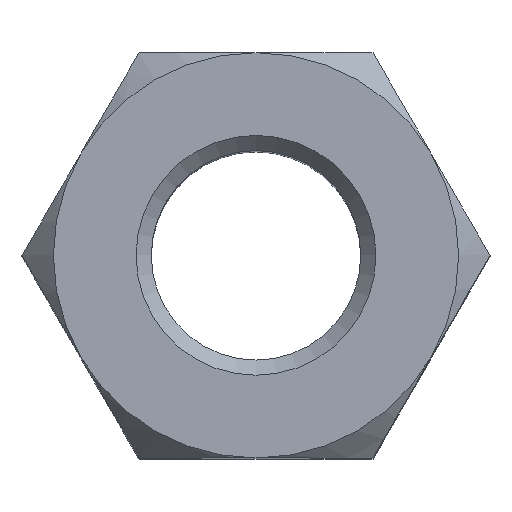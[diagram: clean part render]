
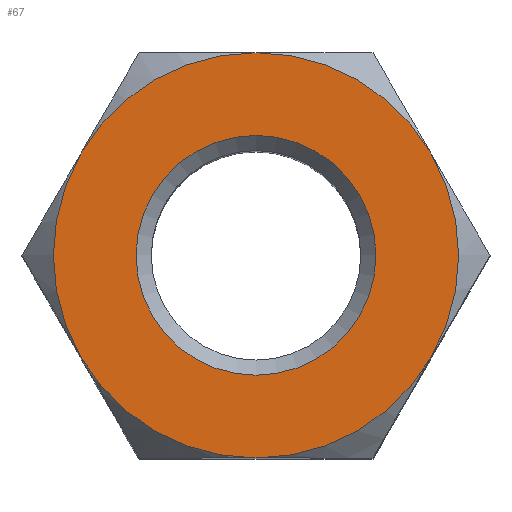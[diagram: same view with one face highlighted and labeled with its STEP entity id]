
A CAD part, top view. The second image highlights one B-rep face of the part: STEP entity #67.
In plain terms, the highlighted planar face has unit normal (0, 0, 1).
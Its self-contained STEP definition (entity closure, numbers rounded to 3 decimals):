
#67 = ADVANCED_FACE( '', ( #141, #142 ), #143, .F. );
#141 = FACE_BOUND( '', #222, .T. );
#142 = FACE_OUTER_BOUND( '', #223, .T. );
#143 = PLANE( '', #224 );
#222 = EDGE_LOOP( '', ( #347 ) );
#223 = EDGE_LOOP( '', ( #348, #349, #350, #351, #352, #353 ) );
#224 = AXIS2_PLACEMENT_3D( '', #354, #355, #356 );
#347 = ORIENTED_EDGE( '', *, *, #494, .T. );
#348 = ORIENTED_EDGE( '', *, *, #495, .T. );
#349 = ORIENTED_EDGE( '', *, *, #480, .T. );
#350 = ORIENTED_EDGE( '', *, *, #483, .T. );
#351 = ORIENTED_EDGE( '', *, *, #496, .T. );
#352 = ORIENTED_EDGE( '', *, *, #497, .T. );
#353 = ORIENTED_EDGE( '', *, *, #498, .T. );
#354 = CARTESIAN_POINT( '', ( 0., 0., 7.5 ) );
#355 = DIRECTION( '', ( 0., 0., -1. ) );
#356 = DIRECTION( '', ( -1., 0., 0. ) );
#480 = EDGE_CURVE( '', #570, #567, #571, .F. );
#483 = EDGE_CURVE( '', #567, #559, #574, .F. );
#494 = EDGE_CURVE( '', #588, #588, #589, .T. );
#495 = EDGE_CURVE( '', #551, #570, #590, .F. );
#496 = EDGE_CURVE( '', #559, #524, #591, .F. );
#497 = EDGE_CURVE( '', #524, #592, #593, .F. );
#498 = EDGE_CURVE( '', #592, #551, #594, .T. );
#524 = VERTEX_POINT( '', #629 );
#551 = VERTEX_POINT( '', #701 );
#559 = VERTEX_POINT( '', #729 );
#567 = VERTEX_POINT( '', #755 );
#570 = VERTEX_POINT( '', #765 );
#571 = CIRCLE( '', #766, 4. );
#574 = CIRCLE( '', #776, 4. );
#588 = VERTEX_POINT( '', #822 );
#589 = CIRCLE( '', #823, 2.367 );
#590 = CIRCLE( '', #824, 4. );
#591 = CIRCLE( '', #825, 4. );
#592 = VERTEX_POINT( '', #826 );
#593 = CIRCLE( '', #827, 4. );
#594 = CIRCLE( '', #828, 4. );
#629 = CARTESIAN_POINT( '', ( 3.464, 2., 7.5 ) );
#701 = CARTESIAN_POINT( '', ( -3.464, 2., 7.5 ) );
#729 = CARTESIAN_POINT( '', ( 3.464, -2., 7.5 ) );
#755 = CARTESIAN_POINT( '', ( 0., -4., 7.5 ) );
#765 = CARTESIAN_POINT( '', ( -3.464, -2., 7.5 ) );
#766 = AXIS2_PLACEMENT_3D( '', #887, #888, #889 );
#776 = AXIS2_PLACEMENT_3D( '', #890, #891, #892 );
#822 = CARTESIAN_POINT( '', ( 0., 2.367, 7.5 ) );
#823 = AXIS2_PLACEMENT_3D( '', #897, #898, #899 );
#824 = AXIS2_PLACEMENT_3D( '', #900, #901, #902 );
#825 = AXIS2_PLACEMENT_3D( '', #903, #904, #905 );
#826 = CARTESIAN_POINT( '', ( 0., 4., 7.5 ) );
#827 = AXIS2_PLACEMENT_3D( '', #906, #907, #908 );
#828 = AXIS2_PLACEMENT_3D( '', #909, #910, #911 );
#887 = CARTESIAN_POINT( '', ( 0., 0., 7.5 ) );
#888 = DIRECTION( '', ( 0., 0., -1. ) );
#889 = DIRECTION( '', ( -1., 0., 0. ) );
#890 = CARTESIAN_POINT( '', ( 0., 0., 7.5 ) );
#891 = DIRECTION( '', ( 0., 0., -1. ) );
#892 = DIRECTION( '', ( -1., 0., 0. ) );
#897 = CARTESIAN_POINT( '', ( 0., 0., 7.5 ) );
#898 = DIRECTION( '', ( 0., 0., -1. ) );
#899 = DIRECTION( '', ( 0., 1., 0. ) );
#900 = CARTESIAN_POINT( '', ( 0., 0., 7.5 ) );
#901 = DIRECTION( '', ( 0., 0., -1. ) );
#902 = DIRECTION( '', ( -1., 0., 0. ) );
#903 = CARTESIAN_POINT( '', ( 0., 0., 7.5 ) );
#904 = DIRECTION( '', ( 0., 0., -1. ) );
#905 = DIRECTION( '', ( -1., 0., 0. ) );
#906 = CARTESIAN_POINT( '', ( 0., 0., 7.5 ) );
#907 = DIRECTION( '', ( 0., 0., -1. ) );
#908 = DIRECTION( '', ( -1., 0., 0. ) );
#909 = CARTESIAN_POINT( '', ( 0., 0., 7.5 ) );
#910 = DIRECTION( '', ( 0., 0., 1. ) );
#911 = DIRECTION( '', ( 1., 0., 0. ) );
